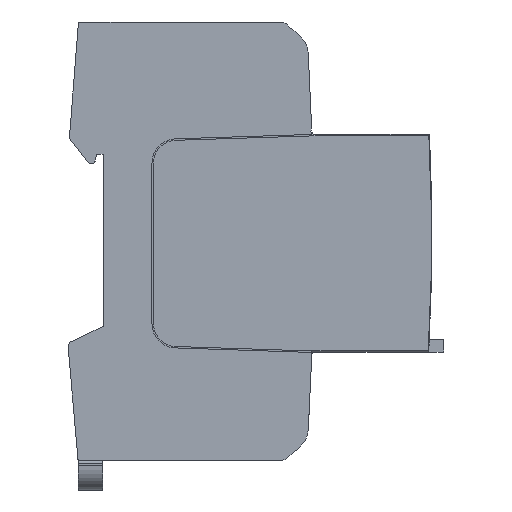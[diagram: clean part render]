
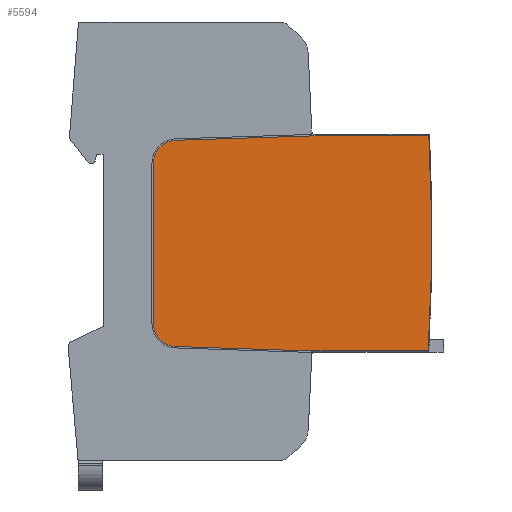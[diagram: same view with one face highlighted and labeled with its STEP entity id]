
A CAD part, left-side view. The second image highlights one B-rep face of the part: STEP entity #5594.
In plain terms, the highlighted planar face has unit normal (-1, 0, 0).
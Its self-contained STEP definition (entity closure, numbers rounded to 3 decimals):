
#486=CARTESIAN_POINT('',(-27.,336.41,0.75));
#487=DIRECTION('',(1.,0.,0.));
#488=DIRECTION('',(0.,-0.999,0.052));
#489=AXIS2_PLACEMENT_3D('',#486,#487,#488);
#491=DIRECTION('',(0.,1.,0.));
#492=VECTOR('',#491,23.898);
#493=CARTESIAN_POINT('',(-27.,-62.812,-22.527));
#494=LINE('',#493,#492);
#495=DIRECTION('',(0.,0.999,0.033));
#496=VECTOR('',#495,28.085);
#497=CARTESIAN_POINT('',(-27.,-38.914,
-22.527));
#498=LINE('',#497,#496);
#499=CARTESIAN_POINT('',(-27.,-11.,-16.9));
#500=DIRECTION('',(-1.,0.,0.));
#501=DIRECTION('',(0.,1.,0.));
#502=AXIS2_PLACEMENT_3D('',#499,#500,#501);
#504=DIRECTION('',(0.,0.,1.));
#505=VECTOR('',#504,33.);
#506=CARTESIAN_POINT('',(-27.,-6.3,-16.9));
#507=LINE('',#506,#505);
#508=CARTESIAN_POINT('',(-27.,-11.,16.1));
#509=DIRECTION('',(-1.,0.,0.));
#510=DIRECTION('',(0.,0.032,0.999));
#511=AXIS2_PLACEMENT_3D('',#508,#509,#510);
#513=DIRECTION('',(0.,-0.999,0.032));
#514=VECTOR('',#513,28.08);
#515=CARTESIAN_POINT('',(-27.,-10.849,20.798));
#516=LINE('',#515,#514);
#517=DIRECTION('',(0.,1.,0.));
#518=VECTOR('',#517,24.027);
#519=CARTESIAN_POINT('',(-27.,-62.941,21.7));
#520=LINE('',#519,#518);
#1025=CARTESIAN_POINT('',(-27.,-62.812,-22.527));
#2056=CARTESIAN_POINT('',(-27.,-62.941,21.7));
#5245=CARTESIAN_POINT('',(-27.,-38.914,
-22.527));
#5246=VERTEX_POINT('',#5245);
#5247=CARTESIAN_POINT('',(-27.,-10.844,-21.597));
#5248=VERTEX_POINT('',#5247);
#5249=CARTESIAN_POINT('',(-27.,-6.3,-16.9));
#5250=VERTEX_POINT('',#5249);
#5251=CARTESIAN_POINT('',(-27.,-6.3,16.1));
#5252=VERTEX_POINT('',#5251);
#5253=CARTESIAN_POINT('',(-27.,-10.849,20.798));
#5254=VERTEX_POINT('',#5253);
#5255=CARTESIAN_POINT('',(-27.,-38.914,
21.7));
#5256=VERTEX_POINT('',#5255);
#5489=VERTEX_POINT('',#1025);
#5490=VERTEX_POINT('',#2056);
#5571=CARTESIAN_POINT('',(-27.,0.,0.));
#5572=DIRECTION('',(1.,0.,0.));
#5573=DIRECTION('',(0.,1.,0.));
#5574=AXIS2_PLACEMENT_3D('',#5571,#5572,#5573);
#5575=PLANE('',#5574);
#5577=ORIENTED_EDGE('',*,*,#5576,.T.);
#5579=ORIENTED_EDGE('',*,*,#5578,.T.);
#5581=ORIENTED_EDGE('',*,*,#5580,.T.);
#5583=ORIENTED_EDGE('',*,*,#5582,.F.);
#5585=ORIENTED_EDGE('',*,*,#5584,.T.);
#5587=ORIENTED_EDGE('',*,*,#5586,.F.);
#5589=ORIENTED_EDGE('',*,*,#5588,.T.);
#5591=ORIENTED_EDGE('',*,*,#5590,.F.);
#5592=EDGE_LOOP('',(#5577,#5579,#5581,#5583,#5585,#5587,#5589,#5591));
#5593=FACE_OUTER_BOUND('',#5592,.F.);
#490=CIRCLE('',#489,399.9);
#503=CIRCLE('',#502,4.7);
#512=CIRCLE('',#511,4.7);
#5576=EDGE_CURVE('',#5490,#5489,#490,.T.);
#5578=EDGE_CURVE('',#5489,#5246,#494,.T.);
#5580=EDGE_CURVE('',#5246,#5248,#498,.T.);
#5582=EDGE_CURVE('',#5250,#5248,#503,.T.);
#5584=EDGE_CURVE('',#5250,#5252,#507,.T.);
#5586=EDGE_CURVE('',#5254,#5252,#512,.T.);
#5588=EDGE_CURVE('',#5254,#5256,#516,.T.);
#5590=EDGE_CURVE('',#5490,#5256,#520,.T.);
#5594=ADVANCED_FACE('',(#5593),#5575,.F.);
